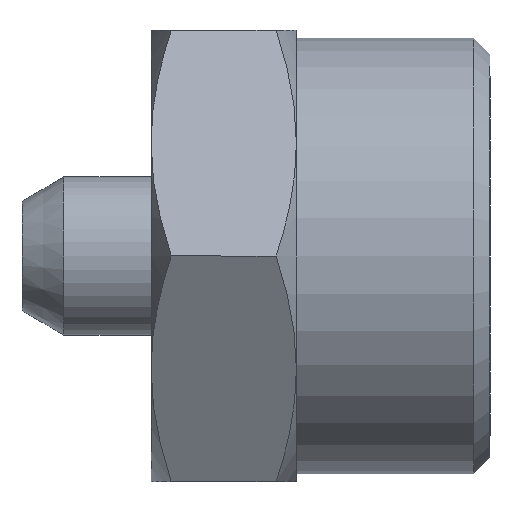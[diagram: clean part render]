
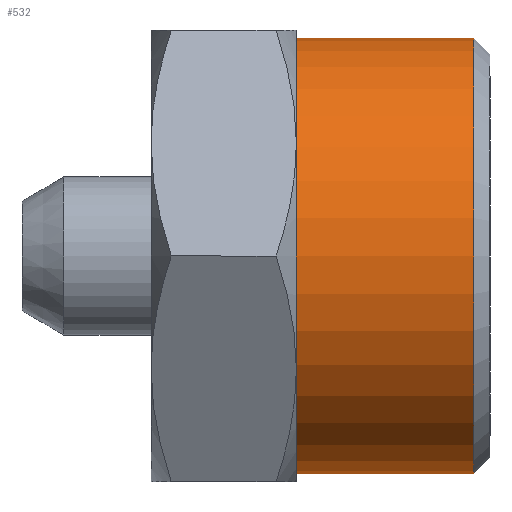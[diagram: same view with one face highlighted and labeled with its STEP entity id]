
A CAD part, left-side view. The second image highlights one B-rep face of the part: STEP entity #532.
In plain terms, the highlighted cylindrical face has radius 6.75 mm (diameter 13.5 mm), a full revolution.
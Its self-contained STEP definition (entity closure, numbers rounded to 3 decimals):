
#16 = EDGE_CURVE ( 'NONE', #793, #793, #838, .T. ) ;
#20 = EDGE_CURVE ( 'NONE', #791, #791, #844, .T. ) ;
#44 = AXIS2_PLACEMENT_3D ( 'NONE', #293, #292, #294 ) ;
#78 = AXIS2_PLACEMENT_3D ( 'NONE', #382, #383, #385 ) ;
#80 = AXIS2_PLACEMENT_3D ( 'NONE', #189, #371, #374 ) ;
#156 = CARTESIAN_POINT ( 'NONE',  ( 0., 0.5, 6.75 ) ) ;
#158 = CARTESIAN_POINT ( 'NONE',  ( 0., 6., -6.75 ) ) ;
#189 = CARTESIAN_POINT ( 'NONE',  ( 0., 6., 0. ) ) ;
#292 = DIRECTION ( 'NONE',  ( 0., -1., 0. ) ) ;
#293 = CARTESIAN_POINT ( 'NONE',  ( 0., 6., 0. ) ) ;
#294 = DIRECTION ( 'NONE',  ( 0., 0., -1. ) ) ;
#371 = DIRECTION ( 'NONE',  ( 0., 1., 0. ) ) ;
#374 = DIRECTION ( 'NONE',  ( 0., 0., -1. ) ) ;
#382 = CARTESIAN_POINT ( 'NONE',  ( 0., 0.5, 0. ) ) ;
#383 = DIRECTION ( 'NONE',  ( 0., 1., 0. ) ) ;
#385 = DIRECTION ( 'NONE',  ( 0., 0., 1. ) ) ;
#532 = ADVANCED_FACE ( 'NONE', ( #627, #631 ), #632, .T. ) ;
#627 = FACE_OUTER_BOUND ( 'NONE', #759, .T. ) ;
#631 = FACE_OUTER_BOUND ( 'NONE', #734, .T. ) ;
#632 = CYLINDRICAL_SURFACE ( 'NONE', #44, 6.75 ) ;
#647 = ORIENTED_EDGE ( 'NONE', *, *, #20, .T. ) ;
#701 = ORIENTED_EDGE ( 'NONE', *, *, #16, .F. ) ;
#734 = EDGE_LOOP ( 'NONE', ( #701 ) ) ;
#759 = EDGE_LOOP ( 'NONE', ( #647 ) ) ;
#791 = VERTEX_POINT ( 'NONE', #156 ) ;
#793 = VERTEX_POINT ( 'NONE', #158 ) ;
#838 = CIRCLE ( 'NONE', #80, 6.75 ) ;
#844 = CIRCLE ( 'NONE', #78, 6.75 ) ;
